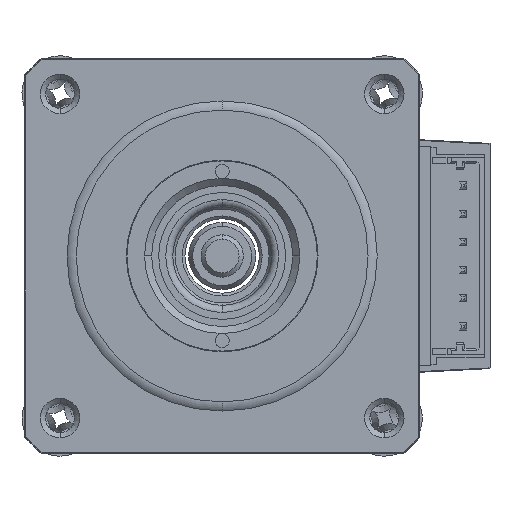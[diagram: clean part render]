
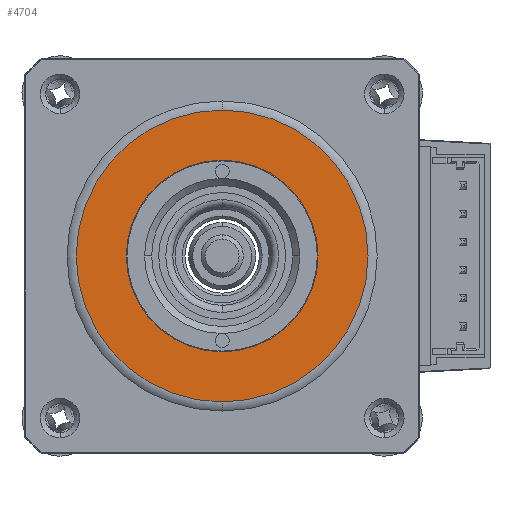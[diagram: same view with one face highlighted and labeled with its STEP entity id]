
A CAD part, left-side view. The second image highlights one B-rep face of the part: STEP entity #4704.
In plain terms, the highlighted planar face has unit normal (-1, 0, 0).
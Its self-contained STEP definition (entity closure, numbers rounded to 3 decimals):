
#331 = DIRECTION ( 'NONE',  ( 0., 0., -1. ) ) ;
#349 = DIRECTION ( 'NONE',  ( -1., 0., 0. ) ) ;
#358 = CARTESIAN_POINT ( 'NONE',  ( -17.25, 0., 0. ) ) ;
#885 = AXIS2_PLACEMENT_3D ( 'NONE', #358, #349, #331 ) ;
#1100 = EDGE_CURVE ( 'NONE', #5783, #1798, #7858, .T. ) ;
#1444 = CIRCLE ( 'NONE', #5239, 10.35 ) ;
#1617 = DIRECTION ( 'NONE',  ( 1., 0., 0. ) ) ;
#1798 = VERTEX_POINT ( 'NONE', #6074 ) ;
#2106 = CARTESIAN_POINT ( 'NONE',  ( -17.25, 0., -6.75 ) ) ;
#2447 = EDGE_CURVE ( 'NONE', #4159, #4510, #6255, .T. ) ;
#2691 = EDGE_LOOP ( 'NONE', ( #8716, #3709 ) ) ;
#2872 = FACE_BOUND ( 'NONE', #10192, .T. ) ;
#3063 = EDGE_CURVE ( 'NONE', #1798, #5783, #1444, .T. ) ;
#3124 = DIRECTION ( 'NONE',  ( -1., 0., 0. ) ) ;
#3204 = EDGE_CURVE ( 'NONE', #4510, #4159, #6641, .T. ) ;
#3228 = CARTESIAN_POINT ( 'NONE',  ( -17.25, 0., 10.35 ) ) ;
#3364 = PLANE ( 'NONE',  #8957 ) ;
#3709 = ORIENTED_EDGE ( 'NONE', *, *, #1100, .T. ) ;
#4125 = DIRECTION ( 'NONE',  ( 1., 0., 0. ) ) ;
#4159 = VERTEX_POINT ( 'NONE', #6925 ) ;
#4275 = DIRECTION ( 'NONE',  ( 0., 0., -1. ) ) ;
#4398 = AXIS2_PLACEMENT_3D ( 'NONE', #6985, #1617, #7888 ) ;
#4510 = VERTEX_POINT ( 'NONE', #2106 ) ;
#4704 = ADVANCED_FACE ( 'NONE', ( #2872, #5311 ), #3364, .F. ) ;
#5151 = CARTESIAN_POINT ( 'NONE',  ( -17.25, -0.053, 0. ) ) ;
#5239 = AXIS2_PLACEMENT_3D ( 'NONE', #8489, #3124, #9381 ) ;
#5311 = FACE_OUTER_BOUND ( 'NONE', #2691, .T. ) ;
#5783 = VERTEX_POINT ( 'NONE', #3228 ) ;
#5891 = ORIENTED_EDGE ( 'NONE', *, *, #3204, .T. ) ;
#6074 = CARTESIAN_POINT ( 'NONE',  ( -17.25, 0., -10.35 ) ) ;
#6255 = CIRCLE ( 'NONE', #7143, 6.75 ) ;
#6641 = CIRCLE ( 'NONE', #4398, 6.75 ) ;
#6925 = CARTESIAN_POINT ( 'NONE',  ( -17.25, 0., 6.75 ) ) ;
#6985 = CARTESIAN_POINT ( 'NONE',  ( -17.25, 0., 0. ) ) ;
#7143 = AXIS2_PLACEMENT_3D ( 'NONE', #9437, #4125, #10312 ) ;
#7858 = CIRCLE ( 'NONE', #885, 10.35 ) ;
#7888 = DIRECTION ( 'NONE',  ( 0., 0., -1. ) ) ;
#8489 = CARTESIAN_POINT ( 'NONE',  ( -17.25, 0., 0. ) ) ;
#8716 = ORIENTED_EDGE ( 'NONE', *, *, #3063, .T. ) ;
#8797 = ORIENTED_EDGE ( 'NONE', *, *, #2447, .T. ) ;
#8957 = AXIS2_PLACEMENT_3D ( 'NONE', #5151, #9592, #4275 ) ;
#9381 = DIRECTION ( 'NONE',  ( 0., 0., -1. ) ) ;
#9437 = CARTESIAN_POINT ( 'NONE',  ( -17.25, 0., 0. ) ) ;
#9592 = DIRECTION ( 'NONE',  ( 1., 0., 0. ) ) ;
#10192 = EDGE_LOOP ( 'NONE', ( #5891, #8797 ) ) ;
#10312 = DIRECTION ( 'NONE',  ( 0., 0., -1. ) ) ;
